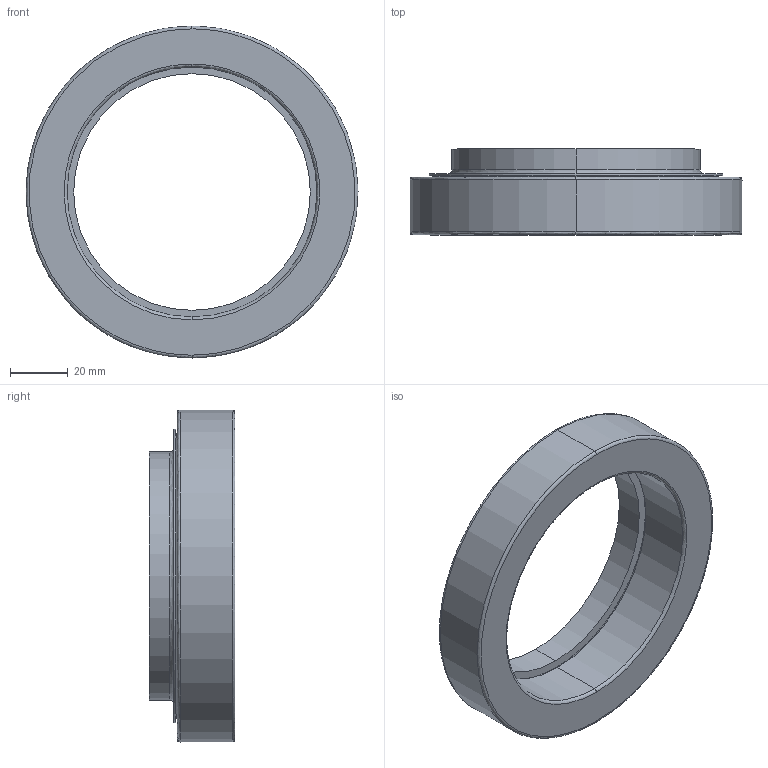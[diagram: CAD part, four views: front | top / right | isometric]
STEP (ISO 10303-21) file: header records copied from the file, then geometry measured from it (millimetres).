
FILE_DESCRIPTION (( 'STEP AP203' ), '1' );
FILE_NAME ('ISIDE 2_STEP.STEP', '2015-12-10T08:20:44', ( 'admin' ), ( '' ), 'SwSTEP 2.0', 'SolidWorks 2015', '' );
FILE_SCHEMA (( 'CONFIG_CONTROL_DESIGN' ));
Length unit declared in the file: millimetre
Products named in the file (2): ISIDE 2_STEP
Bounding box: 115 x 29.73 x 115 mm (x, y, z)
Volume: 97134.2 mm3; surface area: 31672.4 mm2
Topology: 2 solids, 2 shells, 29 faces, 58 edges, 34 vertices
Faces by surface type: bspline 12, cylinder 8, plane 5, cone 4
Entity records: 2617 total; most frequent: CARTESIAN_POINT 1941, ORIENTED_EDGE 116, DIRECTION 98, EDGE_CURVE 58, AXIS2_PLACEMENT_3D 43, VERTEX_POINT 34, EDGE_LOOP 34, ADVANCED_FACE 29
